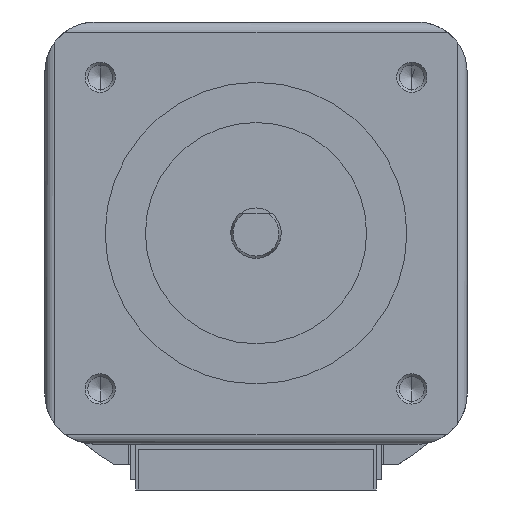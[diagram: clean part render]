
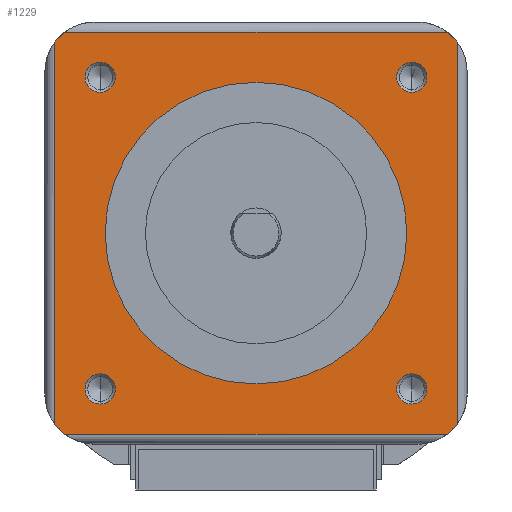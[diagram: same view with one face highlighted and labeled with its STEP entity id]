
A CAD part, left-side view. The second image highlights one B-rep face of the part: STEP entity #1229.
In plain terms, the highlighted planar face has unit normal (-1, 0, 0).
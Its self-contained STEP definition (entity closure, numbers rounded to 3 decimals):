
#844=CARTESIAN_POINT('POINT3148',(0.,15.5,
   -14.));
#845=VERTEX_POINT('VERTEX3148',#844);
#852=CARTESIAN_POINT('POINT3149',(0.,15.5,
   -17.));
#853=VERTEX_POINT('VERTEX3149',#852);
#854=CARTESIAN_POINT('POS4811',(0.,15.5,
   -15.5));
#855=DIRECTION('DIR7346',(1.,0.,0.));
#856=DIRECTION('DIR7347',(0.,0.,1.));
#857=AXIS2_PLACEMENT_3D('AXIS2536',#854,#855,#856);
#858=CIRCLE('ELLIPSE1297',#857,1.5);
#859=EDGE_CURVE('EDGE4735',#853,#845,#858,.T.);
#879=EDGE_CURVE('EDGE4737',#845,#853,#858,.T.);
#884=CARTESIAN_POINT('POINT3150',(0.,-15.5,
   -14.));
#885=VERTEX_POINT('VERTEX3150',#884);
#892=CARTESIAN_POINT('POINT3151',(0.,-15.5,
   -17.));
#893=VERTEX_POINT('VERTEX3151',#892);
#894=CARTESIAN_POINT('POS4815',(0.,-15.5,
   -15.5));
#895=DIRECTION('DIR7352',(1.,0.,0.));
#896=DIRECTION('DIR7353',(0.,0.,1.));
#897=AXIS2_PLACEMENT_3D('AXIS2538',#894,#895,#896);
#898=CIRCLE('ELLIPSE1298',#897,1.5);
#899=EDGE_CURVE('EDGE4739',#893,#885,#898,.T.);
#919=EDGE_CURVE('EDGE4741',#885,#893,#898,.T.);
#924=CARTESIAN_POINT('POINT3152',(0.,15.5,
   17.));
#925=VERTEX_POINT('VERTEX3152',#924);
#932=CARTESIAN_POINT('POINT3153',(0.,15.5,
   14.));
#933=VERTEX_POINT('VERTEX3153',#932);
#934=CARTESIAN_POINT('POS4819',(0.,15.5,
   15.5));
#935=DIRECTION('DIR7358',(1.,0.,0.));
#936=DIRECTION('DIR7359',(0.,0.,1.));
#937=AXIS2_PLACEMENT_3D('AXIS2540',#934,#935,#936);
#938=CIRCLE('ELLIPSE1299',#937,1.5);
#939=EDGE_CURVE('EDGE4743',#933,#925,#938,.T.);
#959=EDGE_CURVE('EDGE4745',#925,#933,#938,.T.);
#964=CARTESIAN_POINT('POINT3154',(0.,-15.5,
   17.));
#965=VERTEX_POINT('VERTEX3154',#964);
#972=CARTESIAN_POINT('POINT3155',(0.,-15.5,
   14.));
#973=VERTEX_POINT('VERTEX3155',#972);
#974=CARTESIAN_POINT('POS4823',(0.,-15.5,
   15.5));
#975=DIRECTION('DIR7364',(1.,0.,0.));
#976=DIRECTION('DIR7365',(0.,0.,1.));
#977=AXIS2_PLACEMENT_3D('AXIS2542',#974,#975,#976);
#978=CIRCLE('ELLIPSE1300',#977,1.5);
#979=EDGE_CURVE('EDGE4747',#973,#965,#978,.T.);
#999=EDGE_CURVE('EDGE4749',#965,#973,#978,.T.);
#1004=CARTESIAN_POINT('POINT3156',(0.,0.,
   -15.));
#1005=VERTEX_POINT('VERTEX3156',#1004);
#1012=CARTESIAN_POINT('POINT3157',(0.,
   0.,15.));
#1013=VERTEX_POINT('VERTEX3157',#1012);
#1014=CARTESIAN_POINT('POS4827',(0.,0.,0.));
#1015=DIRECTION('DIR7370',(1.,0.,0.));
#1016=DIRECTION('DIR7371',(0.,0.,-1.));
#1017=AXIS2_PLACEMENT_3D('AXIS2544',#1014,#1015,#1016);
#1018=CIRCLE('ELLIPSE1301',#1017,15.);
#1019=EDGE_CURVE('EDGE4751',#1013,#1005,#1018,.T.);
#1039=EDGE_CURVE('EDGE4753',#1005,#1013,#1018,.T.);
#1044=CARTESIAN_POINT('POINT3158',(0.,-19.,
   -20.));
#1045=VERTEX_POINT('VERTEX3158',#1044);
#1061=CARTESIAN_POINT('POINT3160',(0.,19.,
   -20.));
#1062=VERTEX_POINT('VERTEX3160',#1061);
#1063=CARTESIAN_POINT('POS4830',(0.,-21.,
   -20.));
#1064=DIRECTION('DIR7375',(0.,-1.,0.));
#1065=VECTOR('VEC2285',#1064,1.);
#1066=LINE('STRAIGHT2285',#1063,#1065);
#1067=EDGE_CURVE('EDGE4755',#1062,#1045,#1066,.T.);
#1098=CARTESIAN_POINT('POINT3162',(0.,-20.,
   19.));
#1099=VERTEX_POINT('VERTEX3162',#1098);
#1115=CARTESIAN_POINT('POINT3164',(0.,-20.,
   -19.));
#1116=VERTEX_POINT('VERTEX3164',#1115);
#1117=CARTESIAN_POINT('POS4833',(0.,-20.,
   21.));
#1118=DIRECTION('DIR7379',(0.,0.,1.));
#1119=VECTOR('VEC2287',#1118,1.);
#1120=LINE('STRAIGHT2287',#1117,#1119);
#1121=EDGE_CURVE('EDGE4759',#1116,#1099,#1120,.T.);
#1152=ORIENTED_EDGE('COEDGE9505',*,*,#1039,.T.);
#1153=ORIENTED_EDGE('COEDGE9506',*,*,#1019,.T.);
#1154=EDGE_LOOP('NONE',(#1152,#1153));
#1155=FACE_BOUND('LOOP1',#1154,.T.);
#1156=ORIENTED_EDGE('COEDGE9507',*,*,#999,.T.);
#1157=ORIENTED_EDGE('COEDGE9508',*,*,#979,.T.);
#1158=EDGE_LOOP('NONE',(#1156,#1157));
#1159=FACE_BOUND('LOOP1',#1158,.T.);
#1160=ORIENTED_EDGE('COEDGE9509',*,*,#959,.T.);
#1161=ORIENTED_EDGE('COEDGE9510',*,*,#939,.T.);
#1162=EDGE_LOOP('NONE',(#1160,#1161));
#1163=FACE_BOUND('LOOP1',#1162,.T.);
#1164=ORIENTED_EDGE('COEDGE9511',*,*,#919,.T.);
#1165=ORIENTED_EDGE('COEDGE9512',*,*,#899,.T.);
#1166=EDGE_LOOP('NONE',(#1164,#1165));
#1167=FACE_BOUND('LOOP1',#1166,.T.);
#1168=ORIENTED_EDGE('COEDGE9513',*,*,#879,.T.);
#1169=ORIENTED_EDGE('COEDGE9514',*,*,#859,.T.);
#1170=EDGE_LOOP('NONE',(#1168,#1169));
#1171=FACE_BOUND('LOOP1',#1170,.T.);
#1172=ORIENTED_EDGE('COEDGE9515',*,*,#1067,.T.);
#1173=CARTESIAN_POINT('POS4836',(0.,-16.,
   -16.));
#1174=DIRECTION('DIR7383',(-1.,0.,0.));
#1175=DIRECTION('DIR7384',(0.,0.,-1.));
#1176=AXIS2_PLACEMENT_3D('AXIS2548',#1173,#1174,#1175);
#1177=CIRCLE('ELLIPSE1302',#1176,5.);
#1178=EDGE_CURVE('EDGE4762',#1045,#1116,#1177,.T.);
#1179=ORIENTED_EDGE('COEDGE9516',*,*,#1178,.T.);
#1180=ORIENTED_EDGE('COEDGE9517',*,*,#1121,.T.);
#1181=CARTESIAN_POINT('POINT3166',(0.,-19.,
   20.));
#1182=VERTEX_POINT('VERTEX3166',#1181);
#1183=CARTESIAN_POINT('POS4837',(0.,-16.,
   16.));
#1184=DIRECTION('DIR7385',(-1.,0.,0.));
#1185=DIRECTION('DIR7386',(0.,-1.,
   0.));
#1186=AXIS2_PLACEMENT_3D('AXIS2549',#1183,#1184,#1185);
#1187=CIRCLE('ELLIPSE1303',#1186,5.);
#1188=EDGE_CURVE('EDGE4763',#1099,#1182,#1187,.T.);
#1189=ORIENTED_EDGE('COEDGE9518',*,*,#1188,.T.);
#1190=CARTESIAN_POINT('POINT3167',(0.,19.,
   20.));
#1191=VERTEX_POINT('VERTEX3167',#1190);
#1192=CARTESIAN_POINT('POS4838',(0.,21.,
   20.));
#1193=DIRECTION('DIR7387',(0.,1.,0.));
#1194=VECTOR('VEC2289',#1193,1.);
#1195=LINE('STRAIGHT2289',#1192,#1194);
#1196=EDGE_CURVE('EDGE4764',#1182,#1191,#1195,.T.);
#1197=ORIENTED_EDGE('COEDGE9519',*,*,#1196,.T.);
#1198=CARTESIAN_POINT('POINT3168',(0.,20.,
   19.));
#1199=VERTEX_POINT('VERTEX3168',#1198);
#1200=CARTESIAN_POINT('POS4839',(0.,16.,
   16.));
#1201=DIRECTION('DIR7388',(-1.,0.,0.));
#1202=DIRECTION('DIR7389',(0.,0.,
   1.));
#1203=AXIS2_PLACEMENT_3D('AXIS2550',#1200,#1201,#1202);
#1204=CIRCLE('ELLIPSE1304',#1203,5.);
#1205=EDGE_CURVE('EDGE4765',#1191,#1199,#1204,.T.);
#1206=ORIENTED_EDGE('COEDGE9520',*,*,#1205,.T.);
#1207=CARTESIAN_POINT('POINT3169',(0.,20.,
   -19.));
#1208=VERTEX_POINT('VERTEX3169',#1207);
#1209=CARTESIAN_POINT('POS4840',(0.,20.,
   -21.));
#1210=DIRECTION('DIR7390',(0.,0.,-1.));
#1211=VECTOR('VEC2290',#1210,1.);
#1212=LINE('STRAIGHT2290',#1209,#1211);
#1213=EDGE_CURVE('EDGE4766',#1199,#1208,#1212,.T.);
#1214=ORIENTED_EDGE('COEDGE9521',*,*,#1213,.T.);
#1215=CARTESIAN_POINT('POS4841',(0.,16.,
   -16.));
#1216=DIRECTION('DIR7391',(-1.,0.,0.));
#1217=DIRECTION('DIR7392',(0.,1.,
   0.));
#1218=AXIS2_PLACEMENT_3D('AXIS2551',#1215,#1216,#1217);
#1219=CIRCLE('ELLIPSE1305',#1218,5.);
#1220=EDGE_CURVE('EDGE4767',#1208,#1062,#1219,.T.);
#1221=ORIENTED_EDGE('COEDGE9522',*,*,#1220,.T.);
#1222=EDGE_LOOP('NONE',(#1172,#1179,#1180,#1189,#1197,#1206,#1214,#1221)
   );
#1223=FACE_BOUND('LOOP1',#1222,.T.);
#1224=CARTESIAN_POINT('POS4842',(0.,
   0.,0.));
#1225=DIRECTION('DIR7393',(1.,0.,0.));
#1226=DIRECTION('DIR7394',(0.,1.,0.));
#1227=AXIS2_PLACEMENT_3D('AXIS2552',#1224,#1225,#1226);
#1228=PLANE('PLANE668',#1227);
#1229=ADVANCED_FACE('FACE1849',(#1155,#1159,#1163,#1167,#1171,#1223),
   #1228,.F.);
